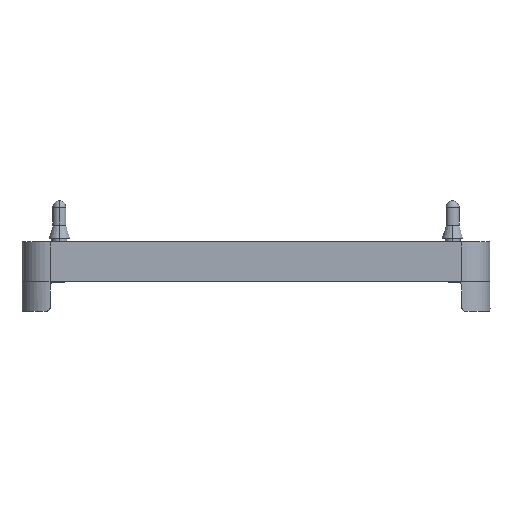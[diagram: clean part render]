
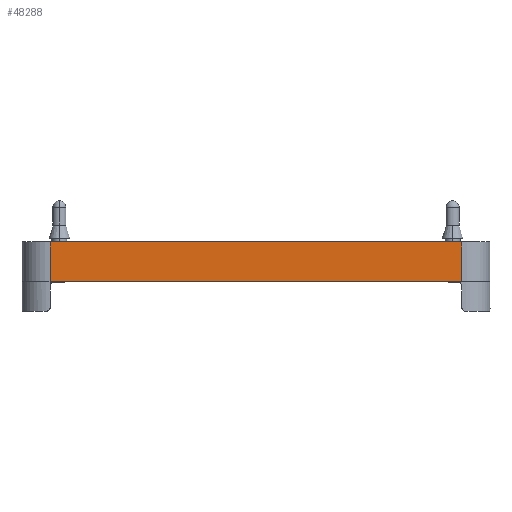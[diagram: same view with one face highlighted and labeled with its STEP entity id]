
A CAD part, left-side view. The second image highlights one B-rep face of the part: STEP entity #48288.
In plain terms, the highlighted planar face has unit normal (-1, 0, 0).
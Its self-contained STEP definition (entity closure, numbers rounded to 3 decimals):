
#1669=CARTESIAN_POINT('',(-62.5,54.961,-2.0));
#1670=VERTEX_POINT('',#1669);
#4150=CARTESIAN_POINT('',(-62.5,-54.961,-2.0));
#4151=VERTEX_POINT('',#4150);
#4159=CARTESIAN_POINT('',(-62.5,-54.961,-2.0));
#4160=DIRECTION('',(0.0,1.0,0.0));
#4161=VECTOR('',#4160,109.923);
#4162=LINE('',#4159,#4161);
#4163=EDGE_CURVE('',#4151,#1670,#4162,.T.);
#46841=CARTESIAN_POINT('',(-62.5,-55.,-2.0));
#46842=VERTEX_POINT('',#46841);
#46850=CARTESIAN_POINT('',(-62.5,-55.,-2.0));
#46851=DIRECTION('',(0.,1.0,0.0));
#46852=VECTOR('',#46851,0.039);
#46853=LINE('',#46850,#46852);
#46854=EDGE_CURVE('',#46842,#4151,#46853,.T.);
#46872=CARTESIAN_POINT('',(-62.5,55.0,-2.0));
#46873=VERTEX_POINT('',#46872);
#46891=CARTESIAN_POINT('',(-62.5,54.961,-2.0));
#46892=DIRECTION('',(0.,1.0,0.0));
#46893=VECTOR('',#46892,0.039);
#46894=LINE('',#46891,#46893);
#46895=EDGE_CURVE('',#1670,#46873,#46894,.T.);
#48256=CARTESIAN_POINT('',(-62.5,-55.,-2.0));
#48257=DIRECTION('',(-1.0,0.0,0.0));
#48258=DIRECTION('',(0.0,0.0,1.0));
#48259=AXIS2_PLACEMENT_3D('',#48256,#48257,#48258);
#48260=PLANE('',#48259);
#48261=CARTESIAN_POINT('',(-62.5,-55.,8.5));
#48262=VERTEX_POINT('',#48261);
#48263=CARTESIAN_POINT('',(-62.5,-55.,-2.0));
#48264=DIRECTION('',(0.0,0.0,1.0));
#48265=VECTOR('',#48264,10.5);
#48266=LINE('',#48263,#48265);
#48267=EDGE_CURVE('',#46842,#48262,#48266,.T.);
#48268=ORIENTED_EDGE('',*,*,#48267,.T.);
#48269=CARTESIAN_POINT('',(-62.5,55.0,8.5));
#48270=VERTEX_POINT('',#48269);
#48271=CARTESIAN_POINT('',(-62.5,-55.,8.5));
#48272=DIRECTION('',(0.0,1.0,0.0));
#48273=VECTOR('',#48272,110.);
#48274=LINE('',#48271,#48273);
#48275=EDGE_CURVE('',#48262,#48270,#48274,.T.);
#48276=ORIENTED_EDGE('',*,*,#48275,.T.);
#48277=CARTESIAN_POINT('',(-62.5,55.0,-2.0));
#48278=DIRECTION('',(0.0,0.0,1.0));
#48279=VECTOR('',#48278,10.5);
#48280=LINE('',#48277,#48279);
#48281=EDGE_CURVE('',#46873,#48270,#48280,.T.);
#48282=ORIENTED_EDGE('',*,*,#48281,.F.);
#48283=ORIENTED_EDGE('',*,*,#46895,.F.);
#48284=ORIENTED_EDGE('',*,*,#4163,.F.);
#48285=ORIENTED_EDGE('',*,*,#46854,.F.);
#48286=EDGE_LOOP('',(#48268,#48276,#48282,#48283,#48284,#48285));
#48287=FACE_OUTER_BOUND('',#48286,.T.);
#48288=ADVANCED_FACE('',(#48287),#48260,.T.);
